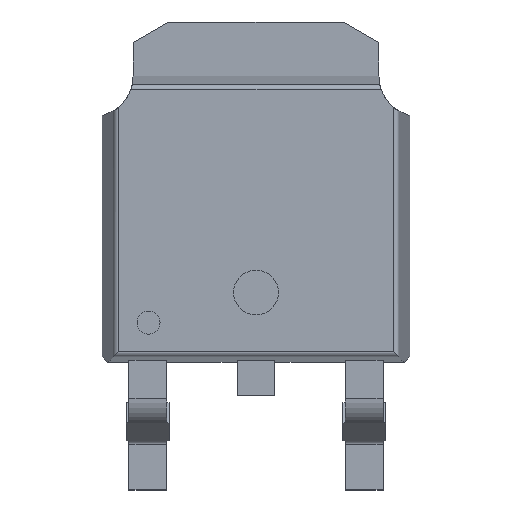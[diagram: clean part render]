
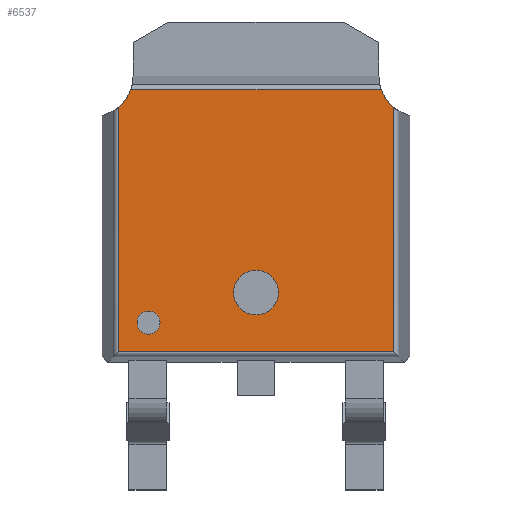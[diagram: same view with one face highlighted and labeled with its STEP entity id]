
A CAD part, top view. The second image highlights one B-rep face of the part: STEP entity #6537.
In plain terms, the highlighted planar face has unit normal (0, 0, 1).
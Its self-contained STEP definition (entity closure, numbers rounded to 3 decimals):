
#13 = VERTEX_POINT ( 'NONE', #2721 ) ;
#240 = EDGE_CURVE ( 'NONE', #2957, #4267, #3288, .T. ) ;
#340 = FACE_OUTER_BOUND ( 'NONE', #3194, .T. ) ;
#361 = DIRECTION ( 'NONE',  ( 0., 0., 1. ) ) ;
#596 = CARTESIAN_POINT ( 'NONE',  ( -2.918, 3.135, 2.3 ) ) ;
#598 = CARTESIAN_POINT ( 'NONE',  ( -2.918, 0.8, 2.3 ) ) ;
#1016 = DIRECTION ( 'NONE',  ( 1., 0., 0. ) ) ;
#1018 = PLANE ( 'NONE',  #1165 ) ;
#1046 = DIRECTION ( 'NONE',  ( 0., 0., 1. ) ) ;
#1124 = LINE ( 'NONE', #6316, #3654 ) ;
#1127 = ORIENTED_EDGE ( 'NONE', *, *, #5830, .T. ) ;
#1165 = AXIS2_PLACEMENT_3D ( 'NONE', #5323, #3538, #4173 ) ;
#1197 = EDGE_CURVE ( 'NONE', #2641, #13, #2040, .T. ) ;
#1213 = EDGE_CURVE ( 'NONE', #4611, #2096, #6013, .T. ) ;
#1277 = DIRECTION ( 'NONE',  ( 1., 0., 0. ) ) ;
#1301 = DIRECTION ( 'NONE',  ( 0., 0., 1. ) ) ;
#1623 = CARTESIAN_POINT ( 'NONE',  ( -2.274, -1.414, 2.3 ) ) ;
#1649 = DIRECTION ( 'NONE',  ( 0., 0., 1. ) ) ;
#1785 = ORIENTED_EDGE ( 'NONE', *, *, #240, .T. ) ;
#1804 = VERTEX_POINT ( 'NONE', #596 ) ;
#1822 = EDGE_LOOP ( 'NONE', ( #1889, #6963 ) ) ;
#1889 = ORIENTED_EDGE ( 'NONE', *, *, #1197, .F. ) ;
#2040 = CIRCLE ( 'NONE', #5428, 0.473 ) ;
#2096 = VERTEX_POINT ( 'NONE', #3488 ) ;
#2147 = FACE_BOUND ( 'NONE', #1822, .T. ) ;
#2302 = AXIS2_PLACEMENT_3D ( 'NONE', #5328, #7637, #2322 ) ;
#2322 = DIRECTION ( 'NONE',  ( 1., 0., 0. ) ) ;
#2435 = CARTESIAN_POINT ( 'NONE',  ( 2.918, 0.8, 2.3 ) ) ;
#2480 = VERTEX_POINT ( 'NONE', #5742 ) ;
#2641 = VERTEX_POINT ( 'NONE', #7167 ) ;
#2721 = CARTESIAN_POINT ( 'NONE',  ( -0.473, -0.778, 2.3 ) ) ;
#2812 = EDGE_CURVE ( 'NONE', #1804, #2480, #6552, .T. ) ;
#2867 = CARTESIAN_POINT ( 'NONE',  ( -3.008, 3.518, 2.3 ) ) ;
#2915 = DIRECTION ( 'NONE',  ( 1., 0., 0. ) ) ;
#2957 = VERTEX_POINT ( 'NONE', #3901 ) ;
#3037 = EDGE_CURVE ( 'NONE', #1804, #3525, #3430, .T. ) ;
#3194 = EDGE_LOOP ( 'NONE', ( #3738, #1127, #4060, #4289, #4212, #1785 ) ) ;
#3235 = DIRECTION ( 'NONE',  ( 0., 0., 1. ) ) ;
#3260 = CARTESIAN_POINT ( 'NONE',  ( 2.648, 3.518, 2.3 ) ) ;
#3288 = LINE ( 'NONE', #2435, #4379 ) ;
#3317 = DIRECTION ( 'NONE',  ( 1., 0., 0. ) ) ;
#3345 = FACE_BOUND ( 'NONE', #7157, .T. ) ;
#3386 = EDGE_CURVE ( 'NONE', #2096, #4611, #5085, .T. ) ;
#3413 = ORIENTED_EDGE ( 'NONE', *, *, #1213, .F. ) ;
#3430 = LINE ( 'NONE', #598, #4623 ) ;
#3441 = AXIS2_PLACEMENT_3D ( 'NONE', #7602, #1649, #2915 ) ;
#3488 = CARTESIAN_POINT ( 'NONE',  ( -2.03, -1.414, 2.3 ) ) ;
#3525 = VERTEX_POINT ( 'NONE', #5659 ) ;
#3538 = DIRECTION ( 'NONE',  ( 0., 0., 1. ) ) ;
#3572 = AXIS2_PLACEMENT_3D ( 'NONE', #5465, #3235, #3838 ) ;
#3589 = CIRCLE ( 'NONE', #2302, 0.85 ) ;
#3654 = VECTOR ( 'NONE', #3317, 1000. ) ;
#3738 = ORIENTED_EDGE ( 'NONE', *, *, #4107, .F. ) ;
#3838 = DIRECTION ( 'NONE',  ( -1., 0., 0. ) ) ;
#3901 = CARTESIAN_POINT ( 'NONE',  ( 2.918, -2.034, 2.3 ) ) ;
#3935 = AXIS2_PLACEMENT_3D ( 'NONE', #4885, #1301, #1277 ) ;
#4060 = ORIENTED_EDGE ( 'NONE', *, *, #2812, .F. ) ;
#4107 = EDGE_CURVE ( 'NONE', #5316, #4267, #3589, .T. ) ;
#4173 = DIRECTION ( 'NONE',  ( 1., 0., 0. ) ) ;
#4212 = ORIENTED_EDGE ( 'NONE', *, *, #5356, .T. ) ;
#4234 = DIRECTION ( 'NONE',  ( 0., -1., 0. ) ) ;
#4267 = VERTEX_POINT ( 'NONE', #6701 ) ;
#4289 = ORIENTED_EDGE ( 'NONE', *, *, #3037, .T. ) ;
#4338 = EDGE_CURVE ( 'NONE', #13, #2641, #4581, .T. ) ;
#4379 = VECTOR ( 'NONE', #6618, 1000. ) ;
#4426 = AXIS2_PLACEMENT_3D ( 'NONE', #1623, #1046, #5851 ) ;
#4560 = CARTESIAN_POINT ( 'NONE',  ( 0., -0.778, 2.3 ) ) ;
#4581 = CIRCLE ( 'NONE', #3441, 0.473 ) ;
#4611 = VERTEX_POINT ( 'NONE', #7672 ) ;
#4623 = VECTOR ( 'NONE', #4234, 1000. ) ;
#4885 = CARTESIAN_POINT ( 'NONE',  ( -2.274, -1.414, 2.3 ) ) ;
#5085 = CIRCLE ( 'NONE', #3935, 0.244 ) ;
#5316 = VERTEX_POINT ( 'NONE', #3260 ) ;
#5323 = CARTESIAN_POINT ( 'NONE',  ( 0., 0.8, 2.3 ) ) ;
#5328 = CARTESIAN_POINT ( 'NONE',  ( 3.45, 3.798, 2.3 ) ) ;
#5356 = EDGE_CURVE ( 'NONE', #3525, #2957, #1124, .T. ) ;
#5428 = AXIS2_PLACEMENT_3D ( 'NONE', #4560, #361, #1016 ) ;
#5465 = CARTESIAN_POINT ( 'NONE',  ( -3.45, 3.798, 2.3 ) ) ;
#5659 = CARTESIAN_POINT ( 'NONE',  ( -2.918, -2.034, 2.3 ) ) ;
#5742 = CARTESIAN_POINT ( 'NONE',  ( -2.648, 3.518, 2.3 ) ) ;
#5798 = DIRECTION ( 'NONE',  ( -1., 0., 0. ) ) ;
#5830 = EDGE_CURVE ( 'NONE', #5316, #2480, #6205, .T. ) ;
#5851 = DIRECTION ( 'NONE',  ( 1., 0., 0. ) ) ;
#6013 = CIRCLE ( 'NONE', #4426, 0.244 ) ;
#6205 = LINE ( 'NONE', #2867, #6656 ) ;
#6316 = CARTESIAN_POINT ( 'NONE',  ( 3.008, -2.034, 2.3 ) ) ;
#6537 = ADVANCED_FACE ( 'NONE', ( #3345, #2147, #340 ), #1018, .T. ) ;
#6552 = CIRCLE ( 'NONE', #3572, 0.85 ) ;
#6618 = DIRECTION ( 'NONE',  ( 0., 1., 0. ) ) ;
#6656 = VECTOR ( 'NONE', #5798, 1000. ) ;
#6701 = CARTESIAN_POINT ( 'NONE',  ( 2.918, 3.135, 2.3 ) ) ;
#6963 = ORIENTED_EDGE ( 'NONE', *, *, #4338, .F. ) ;
#7157 = EDGE_LOOP ( 'NONE', ( #7625, #3413 ) ) ;
#7167 = CARTESIAN_POINT ( 'NONE',  ( 0.473, -0.778, 2.3 ) ) ;
#7602 = CARTESIAN_POINT ( 'NONE',  ( 0., -0.778, 2.3 ) ) ;
#7625 = ORIENTED_EDGE ( 'NONE', *, *, #3386, .F. ) ;
#7637 = DIRECTION ( 'NONE',  ( 0., 0., 1. ) ) ;
#7672 = CARTESIAN_POINT ( 'NONE',  ( -2.518, -1.414, 2.3 ) ) ;
